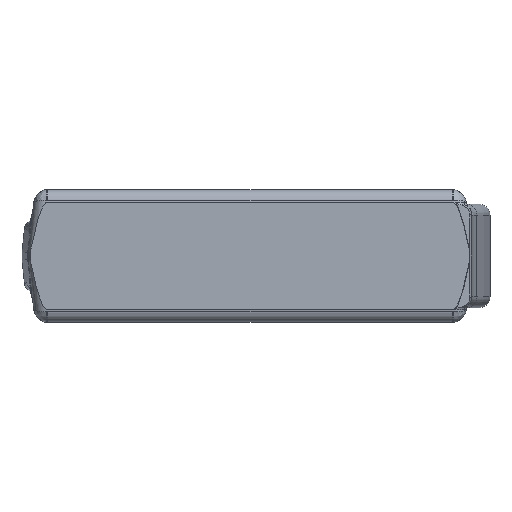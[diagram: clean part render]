
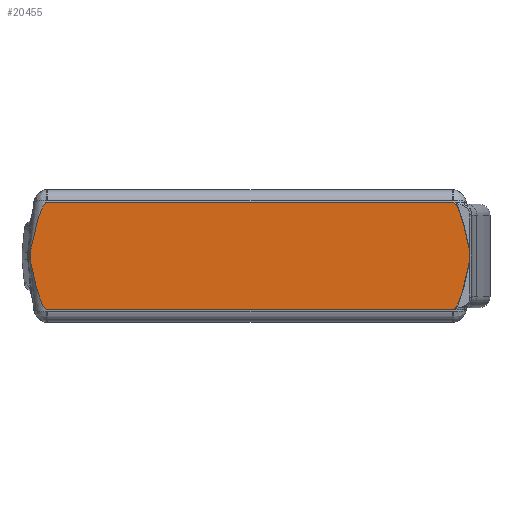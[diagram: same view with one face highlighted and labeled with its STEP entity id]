
A CAD part, front view. The second image highlights one B-rep face of the part: STEP entity #20455.
In plain terms, the highlighted planar face has unit normal (0, -1, 0).
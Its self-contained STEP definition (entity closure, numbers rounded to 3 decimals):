
#693 = CARTESIAN_POINT ( 'NONE',  ( 59.512, 0.918, 14.5 ) ) ;
#755 = EDGE_CURVE ( 'NONE', #13733, #37834, #1112, .T. ) ;
#865 = LINE ( 'NONE', #16714, #30478 ) ;
#1112 = LINE ( 'NONE', #693, #3772 ) ;
#2103 = EDGE_CURVE ( 'NONE', #26103, #26435, #865, .T. ) ;
#3163 = CARTESIAN_POINT ( 'NONE',  ( -59.512, 0.918, -1. ) ) ;
#3674 = CARTESIAN_POINT ( 'NONE',  ( -57.943, 0.918, -9.599 ) ) ;
#3772 = VECTOR ( 'NONE', #39711, 1000. ) ;
#4070 = ORIENTED_EDGE ( 'NONE', *, *, #16250, .F. ) ;
#5964 = VERTEX_POINT ( 'NONE', #17974 ) ;
#6288 = FACE_OUTER_BOUND ( 'NONE', #7912, .T. ) ;
#7591 = VERTEX_POINT ( 'NONE', #41964 ) ;
#7912 = EDGE_LOOP ( 'NONE', ( #16353, #4070, #36024, #31531, #40996, #37994, #33645, #33384 ) ) ;
#8853 = EDGE_CURVE ( 'NONE', #5964, #14201, #20242, .T. ) ;
#9663 = CARTESIAN_POINT ( 'NONE',  ( -59.512, 0.918, -1.074 ) ) ;
#10695 = VECTOR ( 'NONE', #39560, 1000. ) ;
#11244 = CARTESIAN_POINT ( 'NONE',  ( 56.242, 0.918, 14.519 ) ) ;
#11663 = DIRECTION ( 'NONE',  ( 0., 0., 1. ) ) ;
#11671 = CARTESIAN_POINT ( 'NONE',  ( -56.242, 0.918, 14.519 ) ) ;
#11679 = CARTESIAN_POINT ( 'NONE',  ( 54.863, 0.918, 14.519 ) ) ;
#11775 = CARTESIAN_POINT ( 'NONE',  ( 56.242, 0.918, -14.519 ) ) ;
#12649 = EDGE_CURVE ( 'NONE', #14201, #37070, #24049, .T. ) ;
#12893 = EDGE_CURVE ( 'NONE', #37834, #5964, #21055, .T. ) ;
#13733 = VERTEX_POINT ( 'NONE', #32028 ) ;
#14201 = VERTEX_POINT ( 'NONE', #18988 ) ;
#15700 = PLANE ( 'NONE',  #16204 ) ;
#16204 = AXIS2_PLACEMENT_3D ( 'NONE', #28760, #21926, #31798 ) ;
#16250 = EDGE_CURVE ( 'NONE', #7591, #26103, #18938, .T. ) ;
#16353 = ORIENTED_EDGE ( 'NONE', *, *, #2103, .F. ) ;
#16714 = CARTESIAN_POINT ( 'NONE',  ( -60., 0.918, 14.519 ) ) ;
#17475 = CARTESIAN_POINT ( 'NONE',  ( 57.943, 0.918, 9.599 ) ) ;
#17974 = CARTESIAN_POINT ( 'NONE',  ( 54.863, 0.918, -14.519 ) ) ;
#18114 = CARTESIAN_POINT ( 'NONE',  ( -54.863, 0.918, 14.519 ) ) ;
#18938 =( BOUNDED_CURVE ( )  B_SPLINE_CURVE ( 3, ( #28157, #28368, #11671, #18114 ),
 .UNSPECIFIED., .F., .F. ) 
 B_SPLINE_CURVE_WITH_KNOTS ( ( 4, 4 ),
 ( 2.081, 3.127 ),
 .UNSPECIFIED. ) 
 CURVE ( )  GEOMETRIC_REPRESENTATION_ITEM ( )  RATIONAL_B_SPLINE_CURVE ( ( 1., 0.911, 0.911, 1. ) ) 
 REPRESENTATION_ITEM ( '' )  );
#18988 = CARTESIAN_POINT ( 'NONE',  ( -54.863, 0.918, -14.519 ) ) ;
#20242 = LINE ( 'NONE', #29662, #10695 ) ;
#20348 = DIRECTION ( 'NONE',  ( 1., 0., 0. ) ) ;
#20455 = ADVANCED_FACE ( 'NONE', ( #6288 ), #15700, .T. ) ;
#21055 =( BOUNDED_CURVE ( )  B_SPLINE_CURVE ( 3, ( #25478, #28046, #11775, #38385 ),
 .UNSPECIFIED., .F., .F. ) 
 B_SPLINE_CURVE_WITH_KNOTS ( ( 4, 4 ),
 ( 5.223, 6.269 ),
 .UNSPECIFIED. ) 
 CURVE ( )  GEOMETRIC_REPRESENTATION_ITEM ( )  RATIONAL_B_SPLINE_CURVE ( ( 1., 0.911, 0.911, 1. ) ) 
 REPRESENTATION_ITEM ( '' )  );
#21926 = DIRECTION ( 'NONE',  ( 0., -1., 0. ) ) ;
#24049 =( BOUNDED_CURVE ( )  B_SPLINE_CURVE ( 3, ( #39479, #33031, #3674, #9663 ),
 .UNSPECIFIED., .F., .F. ) 
 B_SPLINE_CURVE_WITH_KNOTS ( ( 4, 4 ),
 ( 3.156, 4.202 ),
 .UNSPECIFIED. ) 
 CURVE ( )  GEOMETRIC_REPRESENTATION_ITEM ( )  RATIONAL_B_SPLINE_CURVE ( ( 1., 0.911, 0.911, 1. ) ) 
 REPRESENTATION_ITEM ( '' )  );
#24749 = CARTESIAN_POINT ( 'NONE',  ( 59.512, 0.918, 1.074 ) ) ;
#25368 = CARTESIAN_POINT ( 'NONE',  ( -54.863, 0.918, 14.519 ) ) ;
#25478 = CARTESIAN_POINT ( 'NONE',  ( 59.512, 0.918, -1.074 ) ) ;
#26076 = VECTOR ( 'NONE', #11663, 1000. ) ;
#26103 = VERTEX_POINT ( 'NONE', #25368 ) ;
#26435 = VERTEX_POINT ( 'NONE', #26558 ) ;
#26558 = CARTESIAN_POINT ( 'NONE',  ( 54.863, 0.918, 14.519 ) ) ;
#28046 = CARTESIAN_POINT ( 'NONE',  ( 57.943, 0.918, -9.599 ) ) ;
#28157 = CARTESIAN_POINT ( 'NONE',  ( -59.512, 0.918, 1.074 ) ) ;
#28368 = CARTESIAN_POINT ( 'NONE',  ( -57.943, 0.918, 9.599 ) ) ;
#28760 = CARTESIAN_POINT ( 'NONE',  ( -70., 0.918, -22.312 ) ) ;
#29662 = CARTESIAN_POINT ( 'NONE',  ( -60., 0.918, -14.519 ) ) ;
#30478 = VECTOR ( 'NONE', #20348, 1000. ) ;
#31531 = ORIENTED_EDGE ( 'NONE', *, *, #12649, .F. ) ;
#31798 = DIRECTION ( 'NONE',  ( 0., 0., -1. ) ) ;
#32028 = CARTESIAN_POINT ( 'NONE',  ( 59.512, 0.918, 1.074 ) ) ;
#32414 = CARTESIAN_POINT ( 'NONE',  ( -59.512, 0.918, -1.074 ) ) ;
#32527 = LINE ( 'NONE', #3163, #26076 ) ;
#33031 = CARTESIAN_POINT ( 'NONE',  ( -56.242, 0.918, -14.519 ) ) ;
#33384 = ORIENTED_EDGE ( 'NONE', *, *, #39798, .F. ) ;
#33645 = ORIENTED_EDGE ( 'NONE', *, *, #755, .F. ) ;
#36024 = ORIENTED_EDGE ( 'NONE', *, *, #40309, .F. ) ;
#37070 = VERTEX_POINT ( 'NONE', #32414 ) ;
#37834 = VERTEX_POINT ( 'NONE', #41448 ) ;
#37994 = ORIENTED_EDGE ( 'NONE', *, *, #12893, .F. ) ;
#38017 =( BOUNDED_CURVE ( )  B_SPLINE_CURVE ( 3, ( #11679, #11244, #17475, #24749 ),
 .UNSPECIFIED., .F., .F. ) 
 B_SPLINE_CURVE_WITH_KNOTS ( ( 4, 4 ),
 ( 0.015, 1.061 ),
 .UNSPECIFIED. ) 
 CURVE ( )  GEOMETRIC_REPRESENTATION_ITEM ( )  RATIONAL_B_SPLINE_CURVE ( ( 1., 0.911, 0.911, 1. ) ) 
 REPRESENTATION_ITEM ( '' )  );
#38385 = CARTESIAN_POINT ( 'NONE',  ( 54.863, 0.918, -14.519 ) ) ;
#39479 = CARTESIAN_POINT ( 'NONE',  ( -54.863, 0.918, -14.519 ) ) ;
#39560 = DIRECTION ( 'NONE',  ( -1., 0., 0. ) ) ;
#39711 = DIRECTION ( 'NONE',  ( 0., 0., -1. ) ) ;
#39798 = EDGE_CURVE ( 'NONE', #26435, #13733, #38017, .T. ) ;
#40309 = EDGE_CURVE ( 'NONE', #37070, #7591, #32527, .T. ) ;
#40996 = ORIENTED_EDGE ( 'NONE', *, *, #8853, .F. ) ;
#41448 = CARTESIAN_POINT ( 'NONE',  ( 59.512, 0.918, -1.074 ) ) ;
#41964 = CARTESIAN_POINT ( 'NONE',  ( -59.512, 0.918, 1.074 ) ) ;
